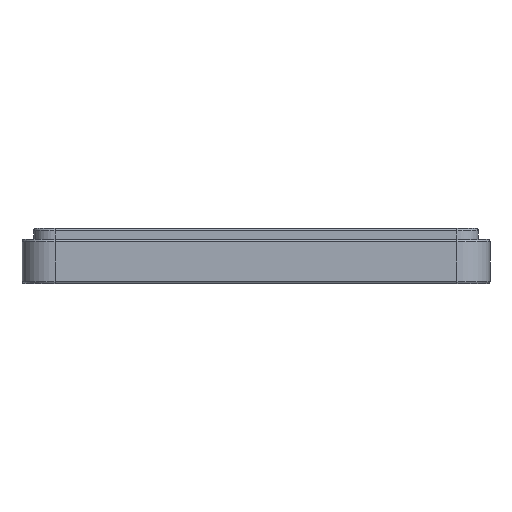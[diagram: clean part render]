
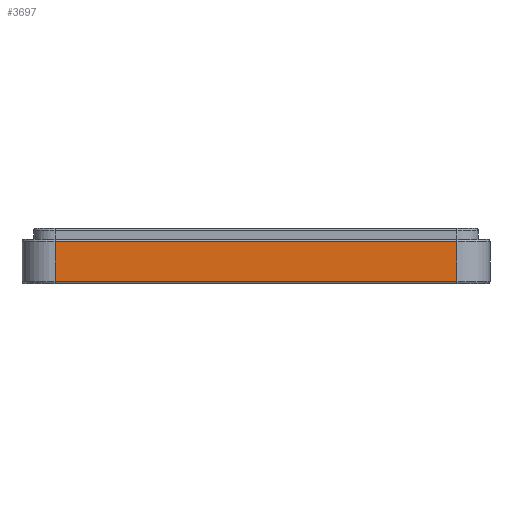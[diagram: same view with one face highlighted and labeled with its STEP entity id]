
A CAD part, left-side view. The second image highlights one B-rep face of the part: STEP entity #3697.
In plain terms, the highlighted planar face has unit normal (-1, 0, 0).
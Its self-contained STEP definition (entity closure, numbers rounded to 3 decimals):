
#418=LINE('',#6700,#662);
#459=LINE('',#6936,#703);
#461=LINE('',#6942,#705);
#462=LINE('',#6944,#706);
#662=VECTOR('',#5173,10.);
#703=VECTOR('',#5450,10.);
#705=VECTOR('',#5460,10.);
#706=VECTOR('',#5463,10.);
#764=PLANE('',#4216);
#1002=FACE_OUTER_BOUND('',#1263,.T.);
#1263=EDGE_LOOP('',(#3393,#3394,#3395,#3396));
#1780=VERTEX_POINT('',#6694);
#1781=VERTEX_POINT('',#6698);
#1821=VERTEX_POINT('',#6930);
#1822=VERTEX_POINT('',#6934);
#2246=EDGE_CURVE('',#1781,#1780,#418,.T.);
#2349=EDGE_CURVE('',#1822,#1821,#459,.T.);
#2352=EDGE_CURVE('',#1821,#1781,#461,.T.);
#2353=EDGE_CURVE('',#1822,#1780,#462,.T.);
#3393=ORIENTED_EDGE('',*,*,#2246,.F.);
#3394=ORIENTED_EDGE('',*,*,#2352,.F.);
#3395=ORIENTED_EDGE('',*,*,#2349,.F.);
#3396=ORIENTED_EDGE('',*,*,#2353,.T.);
#3697=ADVANCED_FACE('',(#1002),#764,.T.);
#4216=AXIS2_PLACEMENT_3D('',#6943,#5461,#5462);
#5173=DIRECTION('',(0.,1.,0.));
#5450=DIRECTION('',(0.,-1.,0.));
#5460=DIRECTION('',(0.,0.,-1.));
#5461=DIRECTION('center_axis',(-1.,0.,0.));
#5462=DIRECTION('ref_axis',(0.,1.,0.));
#5463=DIRECTION('',(0.,0.,-1.));
#6694=CARTESIAN_POINT('',(-6.95,72.05,-14.6));
#6698=CARTESIAN_POINT('',(-6.95,-0.95,-14.6));
#6700=CARTESIAN_POINT('',(-6.95,17.3,-14.6));
#6930=CARTESIAN_POINT('',(-6.95,-0.95,-7.4));
#6934=CARTESIAN_POINT('',(-6.95,72.05,-7.4));
#6936=CARTESIAN_POINT('',(-6.95,17.3,-7.4));
#6942=CARTESIAN_POINT('',(-6.95,-0.95,0.));
#6943=CARTESIAN_POINT('Origin',(-6.95,-0.95,0.));
#6944=CARTESIAN_POINT('',(-6.95,72.05,0.));
